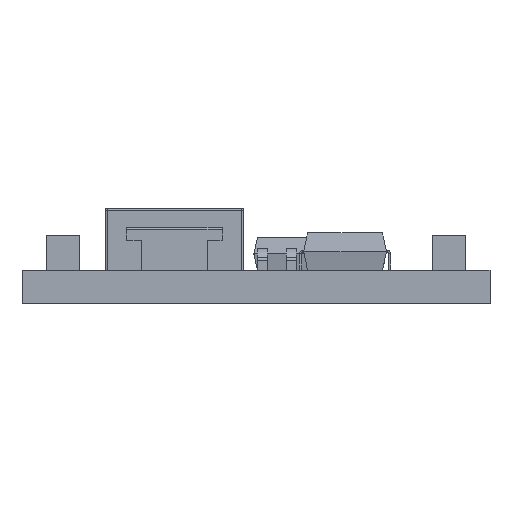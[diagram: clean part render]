
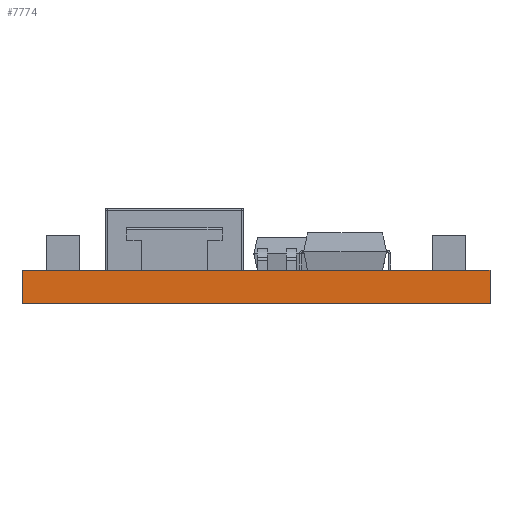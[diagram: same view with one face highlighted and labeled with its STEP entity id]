
A CAD part, top view. The second image highlights one B-rep face of the part: STEP entity #7774.
In plain terms, the highlighted planar face has unit normal (0, 0, 1).
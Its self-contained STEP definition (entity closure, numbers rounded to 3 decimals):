
#13 = ORIENTED_EDGE ( 'NONE', *, *, #3843, .T. ) ;
#235 = CARTESIAN_POINT ( 'NONE',  ( -11.3, 0., 8.55 ) ) ;
#251 = EDGE_LOOP ( 'NONE', ( #13, #11175, #2685, #1927 ) ) ;
#377 = CARTESIAN_POINT ( 'NONE',  ( -11.3, 1.6, 8.55 ) ) ;
#786 = CARTESIAN_POINT ( 'NONE',  ( -11.3, 1.6, 8.55 ) ) ;
#1876 = VECTOR ( 'NONE', #6990, 1000. ) ;
#1927 = ORIENTED_EDGE ( 'NONE', *, *, #8992, .T. ) ;
#2113 = DIRECTION ( 'NONE',  ( -1., 0., 0. ) ) ;
#2240 = CARTESIAN_POINT ( 'NONE',  ( 11.3, 0., 8.55 ) ) ;
#2423 = VECTOR ( 'NONE', #3198, 1000. ) ;
#2685 = ORIENTED_EDGE ( 'NONE', *, *, #8592, .F. ) ;
#2862 = CARTESIAN_POINT ( 'NONE',  ( -11.3, 1.6, 8.55 ) ) ;
#2888 = DIRECTION ( 'NONE',  ( 1., 0., 0. ) ) ;
#2997 = PLANE ( 'NONE',  #7110 ) ;
#3141 = DIRECTION ( 'NONE',  ( 0., 0., -1. ) ) ;
#3198 = DIRECTION ( 'NONE',  ( 0., -1., 0. ) ) ;
#3843 = EDGE_CURVE ( 'NONE', #10889, #5529, #4450, .T. ) ;
#4292 = CARTESIAN_POINT ( 'NONE',  ( 11.3, 1.6, 8.55 ) ) ;
#4450 = LINE ( 'NONE', #235, #9289 ) ;
#5529 = VERTEX_POINT ( 'NONE', #2240 ) ;
#6544 = LINE ( 'NONE', #4292, #7811 ) ;
#6686 = EDGE_CURVE ( 'NONE', #8437, #5529, #6544, .T. ) ;
#6990 = DIRECTION ( 'NONE',  ( 1., 0., 0. ) ) ;
#7110 = AXIS2_PLACEMENT_3D ( 'NONE', #377, #3141, #2113 ) ;
#7122 = LINE ( 'NONE', #9352, #2423 ) ;
#7774 = ADVANCED_FACE ( 'NONE', ( #9646 ), #2997, .F. ) ;
#7811 = VECTOR ( 'NONE', #10476, 1000. ) ;
#8437 = VERTEX_POINT ( 'NONE', #10319 ) ;
#8592 = EDGE_CURVE ( 'NONE', #10839, #8437, #9216, .T. ) ;
#8992 = EDGE_CURVE ( 'NONE', #10839, #10889, #7122, .T. ) ;
#9216 = LINE ( 'NONE', #786, #1876 ) ;
#9246 = CARTESIAN_POINT ( 'NONE',  ( -11.3, 0., 8.55 ) ) ;
#9289 = VECTOR ( 'NONE', #2888, 1000. ) ;
#9352 = CARTESIAN_POINT ( 'NONE',  ( -11.3, 1.6, 8.55 ) ) ;
#9646 = FACE_OUTER_BOUND ( 'NONE', #251, .T. ) ;
#10319 = CARTESIAN_POINT ( 'NONE',  ( 11.3, 1.6, 8.55 ) ) ;
#10476 = DIRECTION ( 'NONE',  ( 0., -1., 0. ) ) ;
#10839 = VERTEX_POINT ( 'NONE', #2862 ) ;
#10889 = VERTEX_POINT ( 'NONE', #9246 ) ;
#11175 = ORIENTED_EDGE ( 'NONE', *, *, #6686, .F. ) ;
